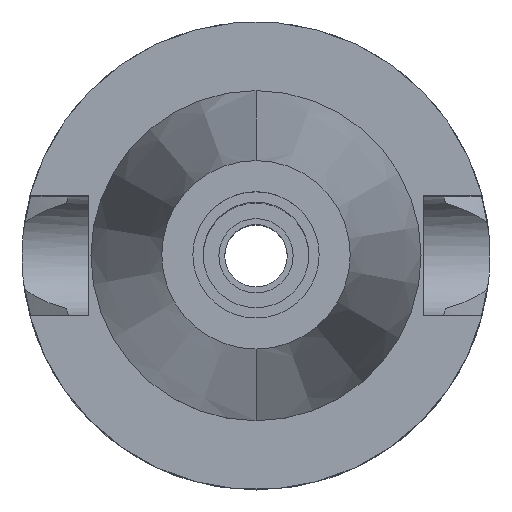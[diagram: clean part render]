
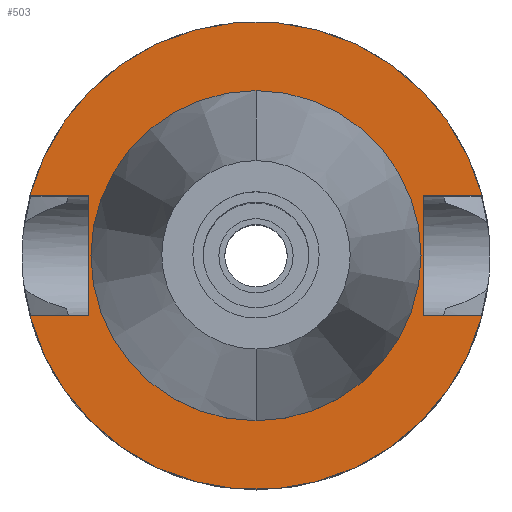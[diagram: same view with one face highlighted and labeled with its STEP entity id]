
A CAD part, top view. The second image highlights one B-rep face of the part: STEP entity #503.
In plain terms, the highlighted planar face has unit normal (0, 0, 1).
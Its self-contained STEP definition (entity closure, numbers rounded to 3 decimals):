
#60 = LINE ( 'NONE', #365, #1214 ) ;
#71 = DIRECTION ( 'NONE',  ( 0., -1., 0. ) ) ;
#181 = VERTEX_POINT ( 'NONE', #785 ) ;
#238 = EDGE_CURVE ( 'NONE', #3351, #353, #3619, .T. ) ;
#247 = VERTEX_POINT ( 'NONE', #3084 ) ;
#288 = AXIS2_PLACEMENT_3D ( 'NONE', #1460, #2577, #946 ) ;
#353 = VERTEX_POINT ( 'NONE', #3364 ) ;
#357 = LINE ( 'NONE', #3073, #3620 ) ;
#365 = CARTESIAN_POINT ( 'NONE',  ( 22.5, 8.05, -2. ) ) ;
#503 = ADVANCED_FACE ( 'NONE', ( #3122, #3459 ), #609, .F. ) ;
#609 = PLANE ( 'NONE',  #288 ) ;
#660 = CARTESIAN_POINT ( 'NONE',  ( 22.5, 8.05, -2. ) ) ;
#761 = CARTESIAN_POINT ( 'NONE',  ( 22.5, 8.05, -2. ) ) ;
#779 = CARTESIAN_POINT ( 'NONE',  ( 0., 0., -2. ) ) ;
#785 = CARTESIAN_POINT ( 'NONE',  ( -30.454, 8.05, -2. ) ) ;
#813 = DIRECTION ( 'NONE',  ( 0., 0., -1. ) ) ;
#815 = CIRCLE ( 'NONE', #1751, 22.225 ) ;
#883 = EDGE_CURVE ( 'NONE', #1044, #247, #60, .T. ) ;
#895 = ORIENTED_EDGE ( 'NONE', *, *, #2050, .F. ) ;
#910 = ORIENTED_EDGE ( 'NONE', *, *, #238, .F. ) ;
#946 = DIRECTION ( 'NONE',  ( 0., -1., 0. ) ) ;
#979 = CARTESIAN_POINT ( 'NONE',  ( -22.5, 8.05, -2. ) ) ;
#1012 = ORIENTED_EDGE ( 'NONE', *, *, #883, .T. ) ;
#1044 = VERTEX_POINT ( 'NONE', #761 ) ;
#1079 = LINE ( 'NONE', #1927, #1880 ) ;
#1114 = VERTEX_POINT ( 'NONE', #1887 ) ;
#1189 = VERTEX_POINT ( 'NONE', #2686 ) ;
#1214 = VECTOR ( 'NONE', #3102, 1000. ) ;
#1285 = CARTESIAN_POINT ( 'NONE',  ( 22.5, -8.05, -2. ) ) ;
#1296 = VECTOR ( 'NONE', #2375, 1000. ) ;
#1302 = CARTESIAN_POINT ( 'NONE',  ( 0., 0., -2. ) ) ;
#1337 = VERTEX_POINT ( 'NONE', #3305 ) ;
#1460 = CARTESIAN_POINT ( 'NONE',  ( 0., 0., -2. ) ) ;
#1495 = EDGE_LOOP ( 'NONE', ( #2599, #2604, #910, #1510, #1012, #2799, #2970, #2583 ) ) ;
#1510 = ORIENTED_EDGE ( 'NONE', *, *, #3070, .F. ) ;
#1517 = EDGE_CURVE ( 'NONE', #181, #247, #3270, .T. ) ;
#1628 = EDGE_CURVE ( 'NONE', #1189, #181, #2669, .T. ) ;
#1633 = VERTEX_POINT ( 'NONE', #1788 ) ;
#1694 = VECTOR ( 'NONE', #2098, 1000. ) ;
#1714 = CARTESIAN_POINT ( 'NONE',  ( 0., 0., -2. ) ) ;
#1751 = AXIS2_PLACEMENT_3D ( 'NONE', #2275, #2603, #71 ) ;
#1754 = CIRCLE ( 'NONE', #2342, 31.5 ) ;
#1788 = CARTESIAN_POINT ( 'NONE',  ( 0., 22.225, -2. ) ) ;
#1880 = VECTOR ( 'NONE', #2198, 1000. ) ;
#1887 = CARTESIAN_POINT ( 'NONE',  ( -22.5, -8.05, -2. ) ) ;
#1907 = DIRECTION ( 'NONE',  ( 0., 0., 1. ) ) ;
#1927 = CARTESIAN_POINT ( 'NONE',  ( -22.5, -8.05, -2. ) ) ;
#1939 = EDGE_CURVE ( 'NONE', #1114, #1189, #357, .T. ) ;
#1956 = CARTESIAN_POINT ( 'NONE',  ( -30.454, -8.05, -2. ) ) ;
#2050 = EDGE_CURVE ( 'NONE', #1337, #1633, #815, .T. ) ;
#2098 = DIRECTION ( 'NONE',  ( -1., 0., 0. ) ) ;
#2169 = AXIS2_PLACEMENT_3D ( 'NONE', #1714, #3117, #2832 ) ;
#2198 = DIRECTION ( 'NONE',  ( -1., 0., 0. ) ) ;
#2231 = DIRECTION ( 'NONE',  ( 1., 0., 0. ) ) ;
#2271 = EDGE_CURVE ( 'NONE', #1114, #3016, #1079, .T. ) ;
#2275 = CARTESIAN_POINT ( 'NONE',  ( 0., 0., -2. ) ) ;
#2280 = DIRECTION ( 'NONE',  ( 0., 1., 0. ) ) ;
#2302 = EDGE_CURVE ( 'NONE', #353, #3016, #1754, .T. ) ;
#2342 = AXIS2_PLACEMENT_3D ( 'NONE', #1302, #813, #2370 ) ;
#2370 = DIRECTION ( 'NONE',  ( 0., -1., 0. ) ) ;
#2375 = DIRECTION ( 'NONE',  ( 0., -1., 0. ) ) ;
#2411 = AXIS2_PLACEMENT_3D ( 'NONE', #779, #1907, #2280 ) ;
#2423 = VECTOR ( 'NONE', #2231, 1000. ) ;
#2577 = DIRECTION ( 'NONE',  ( 0., 0., -1. ) ) ;
#2583 = ORIENTED_EDGE ( 'NONE', *, *, #1939, .F. ) ;
#2599 = ORIENTED_EDGE ( 'NONE', *, *, #2271, .T. ) ;
#2603 = DIRECTION ( 'NONE',  ( 0., 0., 1. ) ) ;
#2604 = ORIENTED_EDGE ( 'NONE', *, *, #2302, .F. ) ;
#2669 = LINE ( 'NONE', #979, #1694 ) ;
#2686 = CARTESIAN_POINT ( 'NONE',  ( -22.5, 8.05, -2. ) ) ;
#2799 = ORIENTED_EDGE ( 'NONE', *, *, #1517, .F. ) ;
#2810 = CIRCLE ( 'NONE', #2411, 22.225 ) ;
#2829 = EDGE_CURVE ( 'NONE', #1633, #1337, #2810, .T. ) ;
#2832 = DIRECTION ( 'NONE',  ( 0., 1., 0. ) ) ;
#2861 = LINE ( 'NONE', #660, #1296 ) ;
#2970 = ORIENTED_EDGE ( 'NONE', *, *, #1628, .F. ) ;
#3016 = VERTEX_POINT ( 'NONE', #1956 ) ;
#3070 = EDGE_CURVE ( 'NONE', #1044, #3351, #2861, .T. ) ;
#3073 = CARTESIAN_POINT ( 'NONE',  ( -22.5, -8.05, -2. ) ) ;
#3084 = CARTESIAN_POINT ( 'NONE',  ( 30.454, 8.05, -2. ) ) ;
#3102 = DIRECTION ( 'NONE',  ( 1., 0., 0. ) ) ;
#3117 = DIRECTION ( 'NONE',  ( 0., 0., -1. ) ) ;
#3122 = FACE_OUTER_BOUND ( 'NONE', #1495, .T. ) ;
#3140 = ORIENTED_EDGE ( 'NONE', *, *, #2829, .F. ) ;
#3270 = CIRCLE ( 'NONE', #2169, 31.5 ) ;
#3305 = CARTESIAN_POINT ( 'NONE',  ( 0., -22.225, -2. ) ) ;
#3351 = VERTEX_POINT ( 'NONE', #1285 ) ;
#3364 = CARTESIAN_POINT ( 'NONE',  ( 30.454, -8.05, -2. ) ) ;
#3386 = DIRECTION ( 'NONE',  ( 0., 1., 0. ) ) ;
#3459 = FACE_BOUND ( 'NONE', #3600, .T. ) ;
#3600 = EDGE_LOOP ( 'NONE', ( #3140, #895 ) ) ;
#3619 = LINE ( 'NONE', #3640, #2423 ) ;
#3620 = VECTOR ( 'NONE', #3386, 1000. ) ;
#3640 = CARTESIAN_POINT ( 'NONE',  ( 22.5, -8.05, -2. ) ) ;
